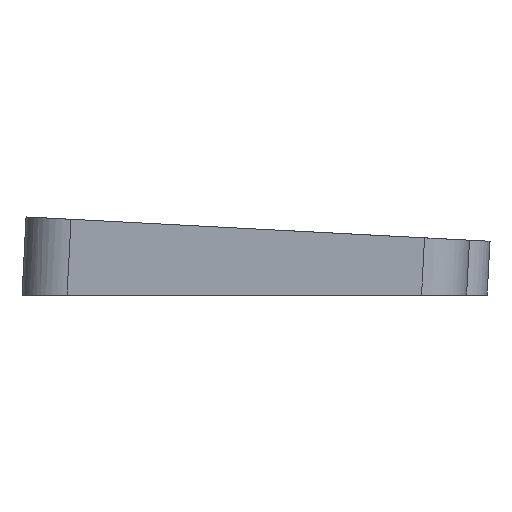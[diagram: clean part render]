
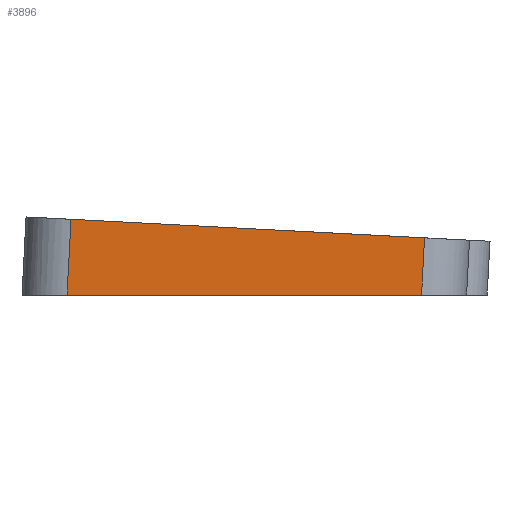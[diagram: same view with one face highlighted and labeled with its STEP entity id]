
A CAD part, left-side view. The second image highlights one B-rep face of the part: STEP entity #3896.
In plain terms, the highlighted planar face has unit normal (-1, 0, 0).
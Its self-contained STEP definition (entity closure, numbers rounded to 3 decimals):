
#478=FACE_OUTER_BOUND('',#698,.T.);
#698=EDGE_LOOP('',(#3367,#3368,#3369,#3370));
#915=LINE('',#5995,#1308);
#1109=LINE('',#7930,#1502);
#1110=LINE('',#7933,#1503);
#1111=LINE('',#7934,#1504);
#1308=VECTOR('',#4734,10.);
#1502=VECTOR('',#5074,10.);
#1503=VECTOR('',#5077,10.);
#1504=VECTOR('',#5078,10.);
#1705=VERTEX_POINT('',#5975);
#1706=VERTEX_POINT('',#5994);
#1878=VERTEX_POINT('',#7904);
#1879=VERTEX_POINT('',#7932);
#2159=EDGE_CURVE('',#1706,#1705,#915,.T.);
#2426=EDGE_CURVE('',#1705,#1878,#1109,.T.);
#2427=EDGE_CURVE('',#1879,#1878,#1110,.T.);
#2428=EDGE_CURVE('',#1706,#1879,#1111,.T.);
#3367=ORIENTED_EDGE('',*,*,#2159,.T.);
#3368=ORIENTED_EDGE('',*,*,#2426,.T.);
#3369=ORIENTED_EDGE('',*,*,#2427,.F.);
#3370=ORIENTED_EDGE('',*,*,#2428,.F.);
#3689=PLANE('',#4179);
#3896=ADVANCED_FACE('',(#478),#3689,.T.);
#4179=AXIS2_PLACEMENT_3D('',#7931,#5075,#5076);
#4734=DIRECTION('',(0.,-1.,0.));
#5074=DIRECTION('',(0.,-0.052,0.999));
#5075=DIRECTION('center_axis',(-1.,0.,
0.));
#5076=DIRECTION('ref_axis',(0.,-0.999,-0.052));
#5077=DIRECTION('',(0.,-0.999,-0.052));
#5078=DIRECTION('',(0.,-0.052,0.999));
#5975=CARTESIAN_POINT('',(-11.993,-99.29,0.));
#5994=CARTESIAN_POINT('',(-11.993,-4.079,0.));
#5995=CARTESIAN_POINT('',(-11.993,-29.64,0.));
#7904=CARTESIAN_POINT('',(-11.993,-100.095,15.363));
#7930=CARTESIAN_POINT('',(-11.993,-99.401,2.114));
#7931=CARTESIAN_POINT('Origin',(-11.993,-4.451,7.09));
#7932=CARTESIAN_POINT('',(-11.993,-5.145,20.339));
#7933=CARTESIAN_POINT('',(-11.993,-5.145,20.339));
#7934=CARTESIAN_POINT('',(-11.993,-4.451,7.09));
